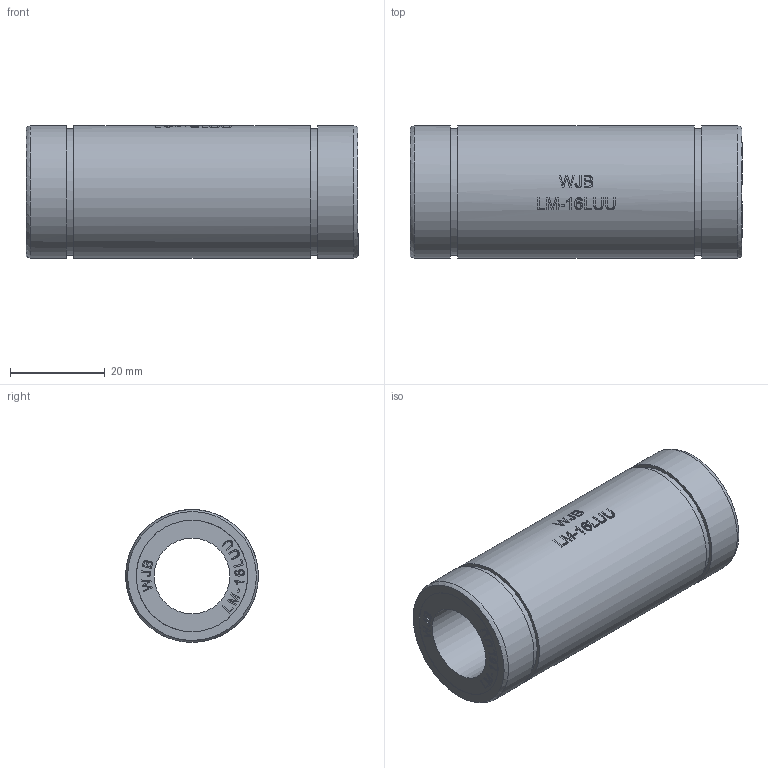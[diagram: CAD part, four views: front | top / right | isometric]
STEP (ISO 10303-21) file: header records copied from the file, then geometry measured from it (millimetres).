
FILE_DESCRIPTION(/* description */ (''),/* implementation_level */ '2;1');
FILE_NAME(/* name */ 'WJB-LM16LUU.stp',/* time_stamp */ '2018-09-04T23:15:17+08:00',/* author */ (''),/* organization */ (''),/* preprocessor_version */ 'ST-DEVELOPER v11',/* originating_system */ 'SIEMENS UGS NX 6.0',/* authorisation */ '');
FILE_SCHEMA (('CONFIG_CONTROL_DESIGN'));
Length unit declared in the file: millimetre
Products named in the file (1): WJB-LM16LUU
Bounding box: 70 x 27.95 x 28 mm (x, y, z)
Volume: 28744.3 mm3; surface area: 10709.4 mm2
Topology: 1 solids, 1 shells, 306 faces, 784 edges, 528 vertices
Faces by surface type: plane 192, extrusion 90, cylinder 22, torus 2
Full cylindrical faces by diameter (mm): 16 x1, 23.5 x2, 26.6 x2, 28 x3
Entity records: 12236 total; most frequent: CARTESIAN_POINT 5285, ORIENTED_EDGE 1548, DIRECTION 1038, EDGE_CURVE 774, VERTEX_POINT 528, VECTOR 492, B_SPLINE_CURVE_WITH_KNOTS 406, LINE 402
